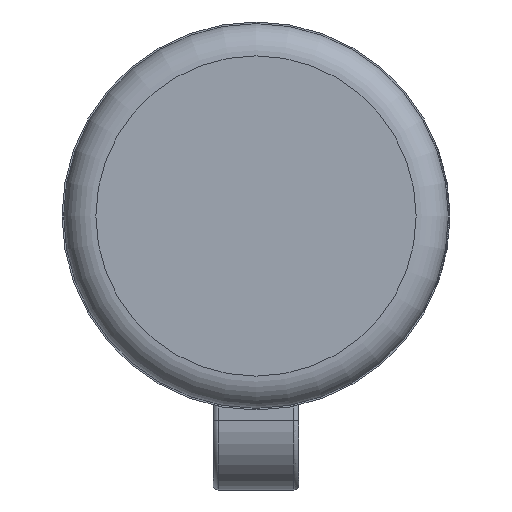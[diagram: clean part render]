
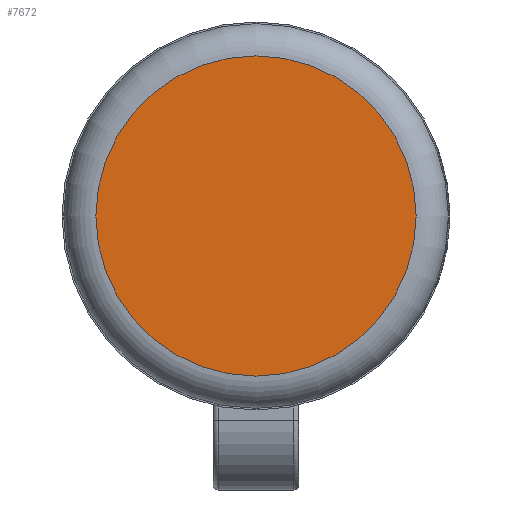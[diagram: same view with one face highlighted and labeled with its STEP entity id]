
A CAD part, front view. The second image highlights one B-rep face of the part: STEP entity #7672.
In plain terms, the highlighted planar face has unit normal (0, -1, 0).
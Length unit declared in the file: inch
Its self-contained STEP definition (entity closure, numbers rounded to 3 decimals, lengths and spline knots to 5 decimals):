
#204=PLANE('',#8303);
#1199=FACE_OUTER_BOUND('',#1664,.T.);
#1664=EDGE_LOOP('',(#7027,#7028));
#1976=CIRCLE('',#8301,1.49);
#1977=CIRCLE('',#8302,1.49);
#3628=VERTEX_POINT('',#16795);
#3629=VERTEX_POINT('',#16797);
#4761=EDGE_CURVE('',#3628,#3629,#1976,.T.);
#4762=EDGE_CURVE('',#3629,#3628,#1977,.T.);
#7027=ORIENTED_EDGE('',*,*,#4762,.F.);
#7028=ORIENTED_EDGE('',*,*,#4761,.F.);
#7672=ADVANCED_FACE('',(#1199),#204,.F.);
#8301=AXIS2_PLACEMENT_3D('',#16798,#9981,#9982);
#8302=AXIS2_PLACEMENT_3D('',#16799,#9983,#9984);
#8303=AXIS2_PLACEMENT_3D('',#16800,#9985,#9986);
#9981=DIRECTION('center_axis',(0.,1.,0.));
#9982=DIRECTION('ref_axis',(1.,0.,0.));
#9983=DIRECTION('center_axis',(0.,1.,0.));
#9984=DIRECTION('ref_axis',(1.,0.,0.));
#9985=DIRECTION('center_axis',(0.,1.,0.));
#9986=DIRECTION('ref_axis',(0.,0.,1.));
#16795=CARTESIAN_POINT('',(0.,0.,-1.49));
#16797=CARTESIAN_POINT('',(-1.49,0.,0.));
#16798=CARTESIAN_POINT('Origin',(0.,0.,0.));
#16799=CARTESIAN_POINT('Origin',(0.,0.,0.));
#16800=CARTESIAN_POINT('Origin',(0.,0.,0.));
